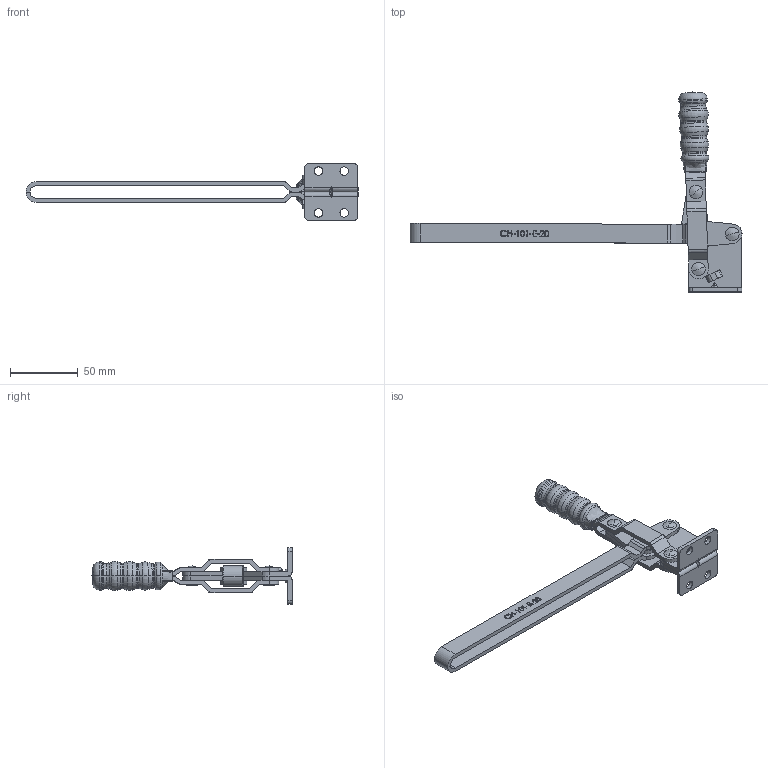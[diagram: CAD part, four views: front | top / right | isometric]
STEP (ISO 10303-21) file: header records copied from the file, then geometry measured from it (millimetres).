
FILE_DESCRIPTION (( 'STEP AP203' ), '1' );
FILE_NAME ('CH-101-E-20.STEP', '2010-06-04T06:01:42', ( '微软用户' ), ( '微软中国' ), 'SwSTEP 2.0', 'SolidWorks 2008', '' );
FILE_SCHEMA (( 'CONFIG_CONTROL_DESIGN' ));
Length unit declared in the file: millimetre
Products named in the file (7): CH-101-D-04 CONNECTING-PLATE_默认; CH-101-E-20-02 LONG U-BAR_默认; CH-101-E-20; CH-101-D-01 FLANGED BASE_默认; CH-101-D-03 STRAIGHT HANDLE_默认; CH-101-D-05_默认; CH-101-D-06_默认
Assembly tree (10 placements, depth 2):
  CH-101-E-20
    CH-101-D-01 FLANGED BASE_默认
    CH-101-D-05_默认  x4
    CH-101-D-03 STRAIGHT HANDLE_默认
    CH-101-E-20-02 LONG U-BAR_默认
    CH-101-D-04 CONNECTING-PLATE_默认  x2
    CH-101-D-06_默认
Bounding box: 245.58 x 147.99 x 42 mm (x, y, z)
Volume: 62834.8 mm3; surface area: 48324.4 mm2
Topology: 13 solids, 13 shells, 673 faces, 1766 edges, 1136 vertices
Faces by surface type: plane 274, bspline 182, cylinder 137, torus 52, cone 28
Entity records: 27018 total; most frequent: CARTESIAN_POINT 11945, ORIENTED_EDGE 3230, DIRECTION 2447, EDGE_CURVE 1615, VERTEX_POINT 1056, VECTOR 951, LINE 951, AXIS2_PLACEMENT_3D 748
